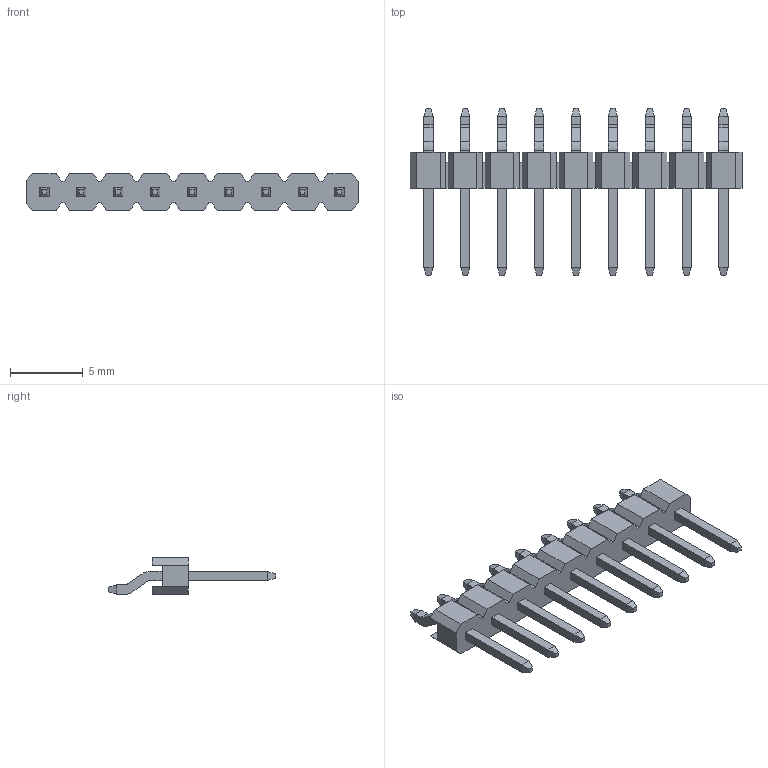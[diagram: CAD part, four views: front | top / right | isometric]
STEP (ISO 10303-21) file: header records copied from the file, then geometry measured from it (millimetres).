
FILE_DESCRIPTION(('STEP AP214'),'1');
FILE_NAME('pin_header_a-sl254-ea-g09mp1.stp','2017-04-01T08:36:03',('TraceParts'),('TraceParts S.A.'),'Spatial InterOp 3D',' ',' ');
FILE_SCHEMA(('automotive_design'));
Length unit declared in the file: millimetre
Products named in the file (1): pin_header_a-sl254-ea-g09mp1
Bounding box: 22.86 x 11.5 x 2.5 mm (x, y, z)
Volume: 141.3 mm3; surface area: 492.4 mm2
Topology: 1 solids, 1 shells, 344 faces, 864 edges, 540 vertices
Faces by surface type: plane 308, cylinder 36
Entity records: 12764 total; most frequent: CARTESIAN_POINT 1749, ORIENTED_EDGE 1728, DIRECTION 1626, EDGE_CURVE 864, LINE 792, VECTOR 792, VERTEX_POINT 540, AXIS2_PLACEMENT_3D 417
